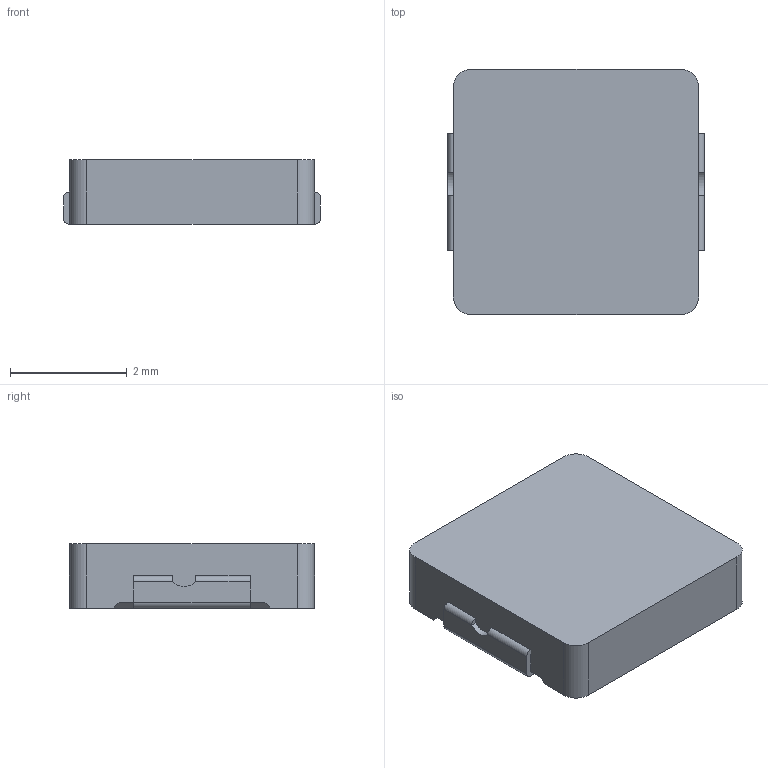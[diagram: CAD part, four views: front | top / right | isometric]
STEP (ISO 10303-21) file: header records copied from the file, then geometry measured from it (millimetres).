
FILE_DESCRIPTION(('FreeCAD Model'),'2;1');
FILE_NAME('INDM445X406X120.step','2021-05-18T16:19:12',('kicad StepUp'),( 'ksu MCAD'),'Open CASCADE STEP processor 7.2','FreeCAD','Unknown');
FILE_SCHEMA(('AUTOMOTIVE_DESIGN { 1 0 10303 214 1 1 1 1 }'));
Length unit declared in the file: millimetre
Products named in the file (1): INDM445X406X120
Bounding box: 4.4 x 4.2 x 1.1 mm (x, y, z)
Volume: 20.6 mm3; surface area: 88.1 mm2
Topology: 4 solids, 4 shells, 93 faces, 239 edges, 154 vertices
Faces by surface type: plane 56, cylinder 34, bspline 3
Entity records: 3955 total; most frequent: CARTESIAN_POINT 991, DIRECTION 488, ORIENTED_EDGE 478, EDGE_CURVE 239, AXIS2_PLACEMENT_3D 163, LINE 162, VECTOR 162, VERTEX_POINT 154
